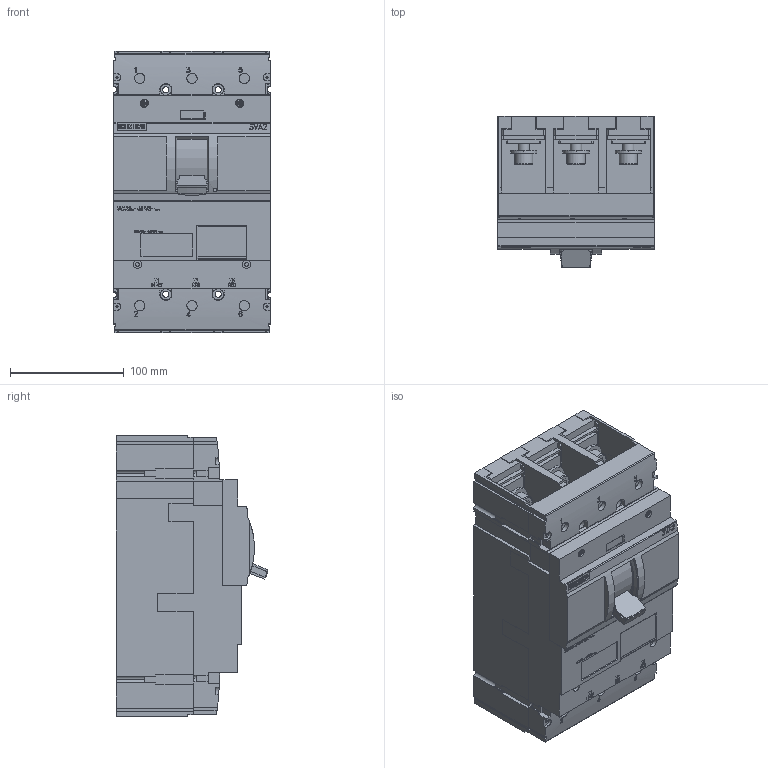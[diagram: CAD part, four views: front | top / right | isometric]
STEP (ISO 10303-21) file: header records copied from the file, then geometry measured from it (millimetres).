
FILE_DESCRIPTION(('no description'),'unknown implementation level');
FILE_NAME('3VA23...MP32_3D_v.stp',' ',('SIEMENS A&D'),('CADClick - KiM GmbH - www.kimweb.de'),'unknown preprocess','ACIS','unknown authorization');
FILE_SCHEMA(('automotive_design'));
Length unit declared in the file: millimetre
Products named in the file (2): 3VA23..-.MP32-....
Bounding box: 138 x 133.56 x 248 mm (x, y, z)
Volume: 3118582.2 mm3; surface area: 348022.8 mm2
Topology: 2 solids, 2 shells, 2486 faces, 6941 edges, 4612 vertices
Faces by surface type: plane 2175, cylinder 265, torus 44, cone 2
Entity records: 157654 total; most frequent: CARTESIAN_POINT 15273, STYLED_ITEM 14041, PRESENTATION_STYLE_ASSIGNMENT 14041, COLOUR_RGB 14041, ORIENTED_EDGE 13882, DIRECTION 12596, EDGE_CURVE 6941, CURVE_STYLE 6941
